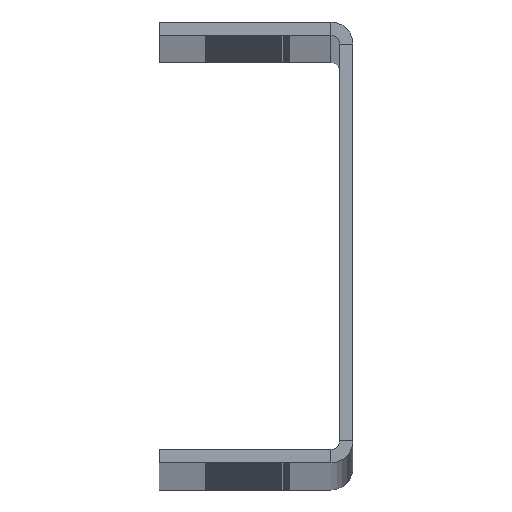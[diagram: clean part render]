
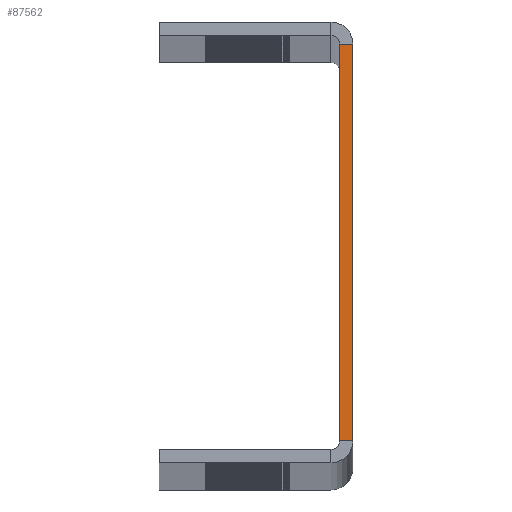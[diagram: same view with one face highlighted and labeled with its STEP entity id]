
A CAD part, top view. The second image highlights one B-rep face of the part: STEP entity #87562.
In plain terms, the highlighted planar face has unit normal (0, 0, 1).
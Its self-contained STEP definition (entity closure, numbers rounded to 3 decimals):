
#3614 = VECTOR ( 'NONE', #15771, 1000. ) ;
#5787 = AXIS2_PLACEMENT_3D ( 'NONE', #7276, #6378, #34868 ) ;
#6378 = DIRECTION ( 'NONE',  ( 0., 0., 1. ) ) ;
#7276 = CARTESIAN_POINT ( 'NONE',  ( 20.5, -25., 1764. ) ) ;
#9284 = VECTOR ( 'NONE', #38576, 1000. ) ;
#11019 = VERTEX_POINT ( 'NONE', #33178 ) ;
#11766 = EDGE_CURVE ( 'NONE', #74416, #80109, #43854, .T. ) ;
#15771 = DIRECTION ( 'NONE',  ( 0., -1., 0. ) ) ;
#17105 = LINE ( 'NONE', #77722, #3614 ) ;
#22879 = CARTESIAN_POINT ( 'NONE',  ( 20.5, -47.5, 1764. ) ) ;
#24169 = VECTOR ( 'NONE', #79291, 1000. ) ;
#24636 = VECTOR ( 'NONE', #63325, 1000. ) ;
#25765 = EDGE_CURVE ( 'NONE', #51636, #11019, #65227, .T. ) ;
#26766 = EDGE_LOOP ( 'NONE', ( #54426, #35801, #85756, #53001 ) ) ;
#29850 = CARTESIAN_POINT ( 'NONE',  ( 20.5, -47.5, 1764. ) ) ;
#33178 = CARTESIAN_POINT ( 'NONE',  ( 20.5, -2.5, 1764. ) ) ;
#34868 = DIRECTION ( 'NONE',  ( 0., -1., 0. ) ) ;
#35419 = EDGE_CURVE ( 'NONE', #11019, #74416, #17105, .T. ) ;
#35801 = ORIENTED_EDGE ( 'NONE', *, *, #35419, .T. ) ;
#38576 = DIRECTION ( 'NONE',  ( -1., 0., 0. ) ) ;
#43854 = LINE ( 'NONE', #29850, #24636 ) ;
#47099 = FACE_OUTER_BOUND ( 'NONE', #26766, .T. ) ;
#51288 = LINE ( 'NONE', #66613, #24169 ) ;
#51636 = VERTEX_POINT ( 'NONE', #55189 ) ;
#53001 = ORIENTED_EDGE ( 'NONE', *, *, #56380, .F. ) ;
#54426 = ORIENTED_EDGE ( 'NONE', *, *, #25765, .T. ) ;
#55189 = CARTESIAN_POINT ( 'NONE',  ( 22., -2.5, 1764. ) ) ;
#56380 = EDGE_CURVE ( 'NONE', #51636, #80109, #51288, .T. ) ;
#63325 = DIRECTION ( 'NONE',  ( 1., 0., 0. ) ) ;
#65227 = LINE ( 'NONE', #80130, #9284 ) ;
#66613 = CARTESIAN_POINT ( 'NONE',  ( 22., 0., 1764. ) ) ;
#70154 = CARTESIAN_POINT ( 'NONE',  ( 22., -47.5, 1764. ) ) ;
#74416 = VERTEX_POINT ( 'NONE', #22879 ) ;
#77722 = CARTESIAN_POINT ( 'NONE',  ( 20.5, 0., 1764. ) ) ;
#79291 = DIRECTION ( 'NONE',  ( 0., -1., 0. ) ) ;
#80109 = VERTEX_POINT ( 'NONE', #70154 ) ;
#80130 = CARTESIAN_POINT ( 'NONE',  ( 22., -2.5, 1764. ) ) ;
#85756 = ORIENTED_EDGE ( 'NONE', *, *, #11766, .T. ) ;
#87562 = ADVANCED_FACE ( 'NONE', ( #47099 ), #89136, .T. ) ;
#89136 = PLANE ( 'NONE',  #5787 ) ;
